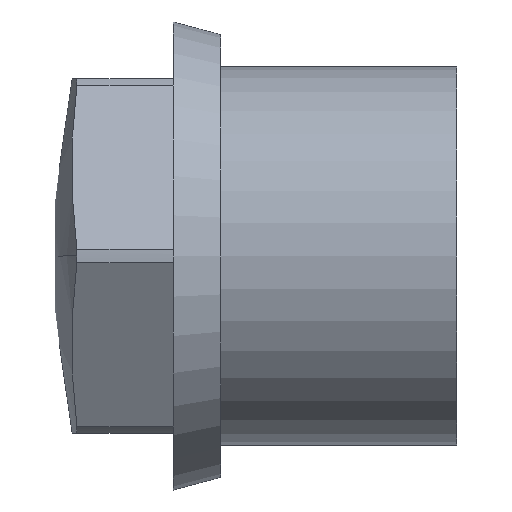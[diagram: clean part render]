
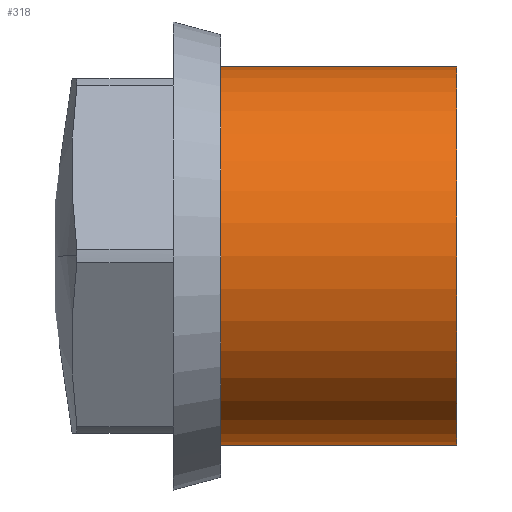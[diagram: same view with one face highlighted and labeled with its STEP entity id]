
A CAD part, left-side view. The second image highlights one B-rep face of the part: STEP entity #318.
In plain terms, the highlighted cylindrical face has radius 8 mm (diameter 16 mm), a partial arc.
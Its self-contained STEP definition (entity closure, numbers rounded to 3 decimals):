
#28 = CARTESIAN_POINT ( 'NONE',  ( 0., 0., 0. ) ) ;
#51 = EDGE_CURVE ( 'NONE', #422, #369, #157, .T. ) ;
#54 = DIRECTION ( 'NONE',  ( 0., -1., 0. ) ) ;
#142 = DIRECTION ( 'NONE',  ( 0., -1., 0. ) ) ;
#157 = CIRCLE ( 'NONE', #463, 8. ) ;
#170 = VECTOR ( 'NONE', #933, 1000. ) ;
#180 = LINE ( 'NONE', #659, #744 ) ;
#184 = CARTESIAN_POINT ( 'NONE',  ( 0., 0., 8. ) ) ;
#190 = CARTESIAN_POINT ( 'NONE',  ( 0., 10.366, 8. ) ) ;
#205 = ORIENTED_EDGE ( 'NONE', *, *, #51, .F. ) ;
#237 = ORIENTED_EDGE ( 'NONE', *, *, #831, .T. ) ;
#253 = DIRECTION ( 'NONE',  ( 0., 0., -1. ) ) ;
#259 = FACE_OUTER_BOUND ( 'NONE', #516, .T. ) ;
#318 = ADVANCED_FACE ( 'NONE', ( #259 ), #820, .T. ) ;
#343 = AXIS2_PLACEMENT_3D ( 'NONE', #28, #547, #253 ) ;
#369 = VERTEX_POINT ( 'NONE', #405 ) ;
#382 = LINE ( 'NONE', #440, #170 ) ;
#405 = CARTESIAN_POINT ( 'NONE',  ( 0., 0., -8. ) ) ;
#422 = VERTEX_POINT ( 'NONE', #184 ) ;
#439 = DIRECTION ( 'NONE',  ( 0., -1., 0. ) ) ;
#440 = CARTESIAN_POINT ( 'NONE',  ( 0., 0., -8. ) ) ;
#463 = AXIS2_PLACEMENT_3D ( 'NONE', #492, #54, #564 ) ;
#467 = CARTESIAN_POINT ( 'NONE',  ( 0., 10.366, -8. ) ) ;
#488 = VERTEX_POINT ( 'NONE', #190 ) ;
#492 = CARTESIAN_POINT ( 'NONE',  ( 0., 0., 0. ) ) ;
#516 = EDGE_LOOP ( 'NONE', ( #692, #755, #237, #205 ) ) ;
#547 = DIRECTION ( 'NONE',  ( 0., -1., 0. ) ) ;
#564 = DIRECTION ( 'NONE',  ( 0., 0., -1. ) ) ;
#659 = CARTESIAN_POINT ( 'NONE',  ( 0., 0., 8. ) ) ;
#669 = VERTEX_POINT ( 'NONE', #467 ) ;
#692 = ORIENTED_EDGE ( 'NONE', *, *, #746, .F. ) ;
#719 = EDGE_CURVE ( 'NONE', #488, #669, #745, .T. ) ;
#744 = VECTOR ( 'NONE', #142, 1000. ) ;
#745 = CIRCLE ( 'NONE', #812, 8. ) ;
#746 = EDGE_CURVE ( 'NONE', #488, #422, #180, .T. ) ;
#755 = ORIENTED_EDGE ( 'NONE', *, *, #719, .T. ) ;
#812 = AXIS2_PLACEMENT_3D ( 'NONE', #867, #439, #931 ) ;
#820 = CYLINDRICAL_SURFACE ( 'NONE', #343, 8. ) ;
#831 = EDGE_CURVE ( 'NONE', #669, #369, #382, .T. ) ;
#867 = CARTESIAN_POINT ( 'NONE',  ( 0., 10.366, 0. ) ) ;
#931 = DIRECTION ( 'NONE',  ( 0., 0., -1. ) ) ;
#933 = DIRECTION ( 'NONE',  ( 0., -1., 0. ) ) ;
